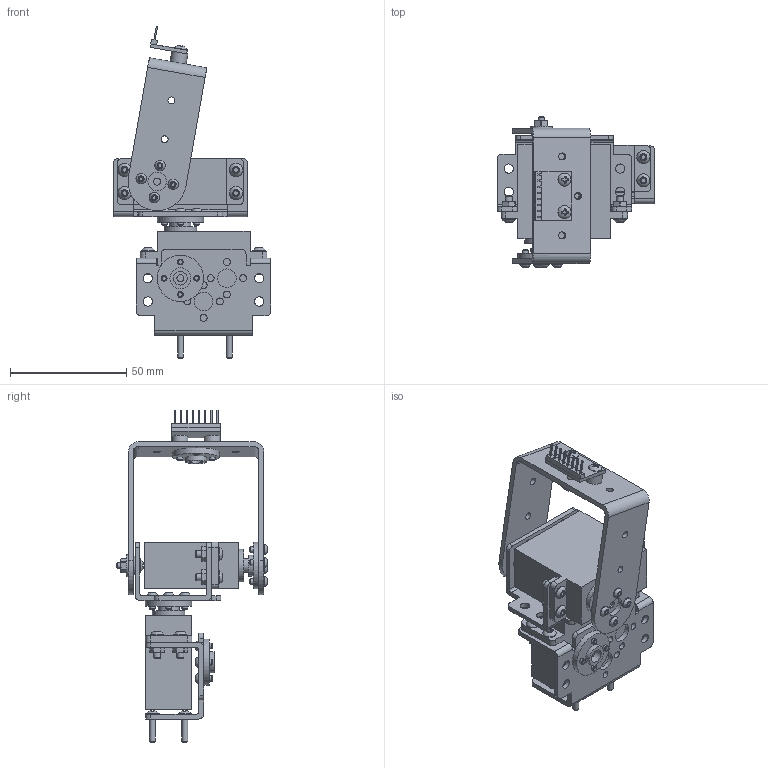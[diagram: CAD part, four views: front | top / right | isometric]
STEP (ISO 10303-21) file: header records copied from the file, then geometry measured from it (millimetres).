
FILE_DESCRIPTION(/* description */ (''),/* implementation_level */ '2;1');
FILE_NAME(/* name */ 'P1 Pan-Tilt Assembly v2.step',/* time_stamp */ '2026-01-27T03:10:16-05:00',/* author */ (''),/* organization */ (''),/* preprocessor_version */ 'ST-DEVELOPER v20.1',/* originating_system */ 'Autodesk Translation Framework v14.21.0.0',/* authorisation */ '');
FILE_SCHEMA (('AUTOMOTIVE_DESIGN { 1 0 10303 214 3 1 1 }'));
Length unit declared in the file: millimetre
Products named in the file (20): 2025-12-12-23-38-55-267; 2025-12-11-22-19-48-192; 91239A115_NO THREADS_Button Head Hex Drive Screw; 92467A469_NO THREADS_18-8 Stainless Steel Extra-Wide Truss Head Phill
ips Screws; 2025-12-11-21-29-26-977; 2025-12-07-21-23-13-206; 2025-12-11-01-03-16-264; 2025-12-11-01-16-21-485; 2025-12-11-01-32-27-412; 92467A471_NO THREADS_18-8 Stainless Steel Extra-Wide Truss Head Phill
ips Screws; 97763A414_NO THREADS_18-8 Stainless Steel Button Head Hex Drive Screw
s; 2025-12-09-22-04-15-004; 91828A211_NO THREADS_18-8 Stainless Steel Hex Nut; 2025-12-09-17-35-39-543; 2025-12-08-21-30-36-714; 2025-12-11-22-40-27-474; 2025-12-11-23-31-30-776; 2025-12-09-21-15-27-319; 97763A414_NO THREADS_18-8 Stainless Steel Button Head Hex Drive Screw
s_1; 92467A471_NO THREADS_18-8 Stainless Steel Extra-Wide Truss Head Phill
ips Screws_1
Assembly tree (53 placements, depth 5):
  2025-12-12-23-38-55-267
    2025-12-11-22-19-48-192
      2025-12-08-21-30-36-714
      2025-12-09-21-15-27-319
      97763A414_NO THREADS_18-8 Stainless Steel Button Head Hex Drive Screw
s_1  x4
      2025-12-09-17-35-39-543
      91239A115_NO THREADS_Button Head Hex Drive Screw  x4
      92467A469_NO THREADS_18-8 Stainless Steel Extra-Wide Truss Head Phill
ips Screws
      2025-12-11-21-29-26-977
        2025-12-11-01-03-16-264  x2
        2025-12-07-21-23-13-206
        2025-12-11-01-16-21-485
          2025-12-11-01-32-27-412
        2025-12-09-21-15-27-319  x2
        92467A471_NO THREADS_18-8 Stainless Steel Extra-Wide Truss Head Phill
ips Screws  x2
        97763A414_NO THREADS_18-8 Stainless Steel Button Head Hex Drive Screw
s  x4
      2025-12-09-22-04-15-004
      91828A211_NO THREADS_18-8 Stainless Steel Hex Nut  x5
    2025-12-09-17-35-39-543
    2025-12-08-21-30-36-714
    2025-12-11-22-40-27-474  x4
    2025-12-11-23-31-30-776  x4
    2025-12-09-21-15-27-319
    97763A414_NO THREADS_18-8 Stainless Steel Button Head Hex Drive Screw
s_1  x5
    92467A471_NO THREADS_18-8 Stainless Steel Extra-Wide Truss Head Phill
ips Screws_1  x4
Bounding box: 68.03 x 64.85 x 143.03 mm (x, y, z)
Volume: 94387.8 mm3; surface area: 51810.3 mm2
Topology: 61 solids, 61 shells, 1225 faces, 2674 edges, 1659 vertices
Faces by surface type: plane 600, cylinder 307, cone 290, sphere 28
Full cylindrical faces by diameter (mm): 2.5 x36, 3 x86, 3.5 x2, 4 x24, 4.5 x13, 5.7 x15, 5.85 x8, 7 x2, 8 x10, 9 x4, 9.5 x1, 14 x2, 20 x4
Entity records: 13889 total; most frequent: CARTESIAN_POINT 2681, DIRECTION 2299, ORIENTED_EDGE 2048, EDGE_CURVE 1024, AXIS2_PLACEMENT_3D 881, VERTEX_POINT 657, EDGE_LOOP 603, LINE 537
